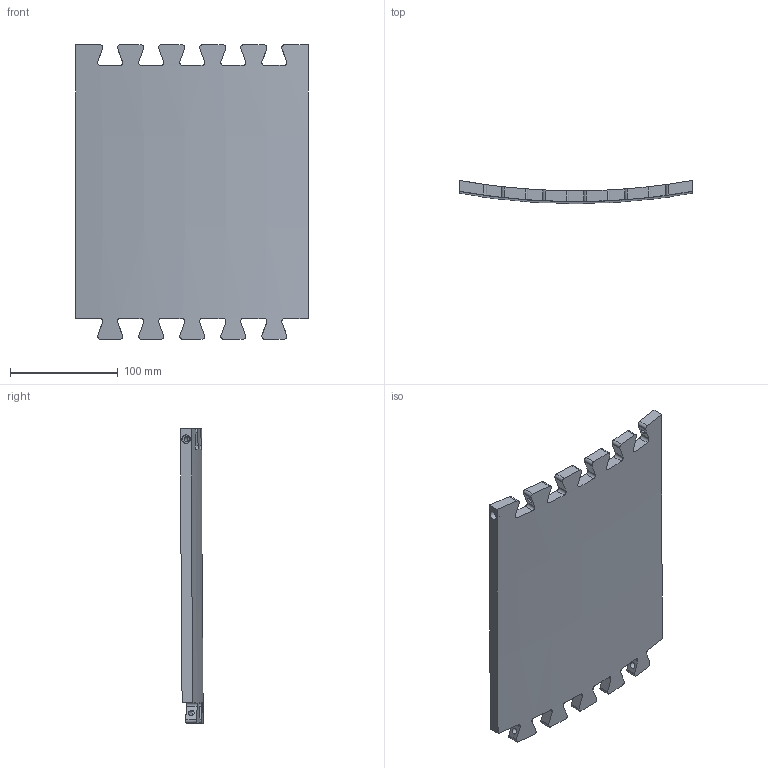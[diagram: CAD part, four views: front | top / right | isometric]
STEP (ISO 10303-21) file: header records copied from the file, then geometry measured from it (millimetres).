
FILE_DESCRIPTION(/* description */ (''),/* implementation_level */ '2;1');
FILE_NAME(/* name */ 'rear bridge.stp',/* time_stamp */ '2024-03-27T00:05:03-07:00',/* author */ ('devan'),/* organization */ (''),/* preprocessor_version */ 'ST-DEVELOPER v20',/* originating_system */ 'Autodesk Inventor 2024',/* authorisation */ '');
FILE_SCHEMA (('AUTOMOTIVE_DESIGN { 1 0 10303 214 3 1 1 }'));
Length unit declared in the file: inch
Products named in the file (1): 36
Bounding box: 215.9 x 20.98 x 273.05 mm (x, y, z)
Volume: 546027.6 mm3; surface area: 125739.3 mm2
Topology: 1 solids, 1 shells, 98 faces, 276 edges, 184 vertices
Faces by surface type: plane 48, cylinder 48, torus 2
Full cylindrical faces by diameter (mm): 5 x6, 8 x2
Entity records: 4169 total; most frequent: CARTESIAN_POINT 1875, ORIENTED_EDGE 552, DIRECTION 330, EDGE_CURVE 276, VERTEX_POINT 184, B_SPLINE_CURVE_WITH_KNOTS 164, AXIS2_PLACEMENT_3D 119, EDGE_LOOP 110
